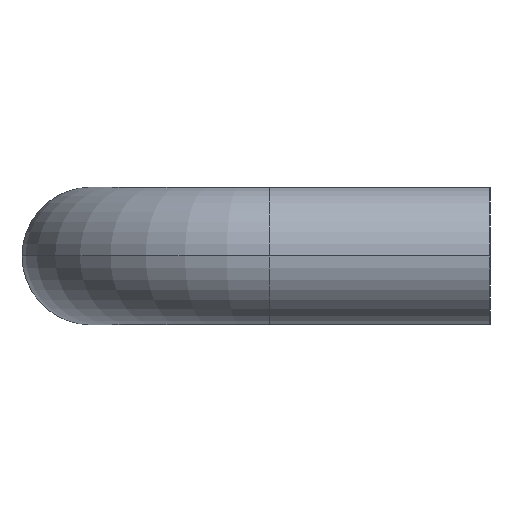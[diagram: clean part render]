
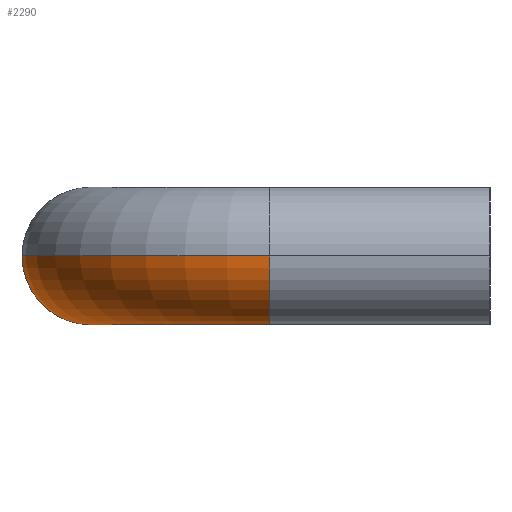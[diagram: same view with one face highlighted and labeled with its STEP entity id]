
A CAD part, left-side view. The second image highlights one B-rep face of the part: STEP entity #2290.
In plain terms, the highlighted toroidal (fillet/blend) face has major radius 13 mm and minor radius 5 mm.
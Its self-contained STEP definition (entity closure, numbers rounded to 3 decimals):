
#1510=CARTESIAN_POINT('',(-19.,29.,0.));
#1520=DIRECTION('',(-1.,0.,0.));
#1530=DIRECTION('',(0.,1.,0.));
#1540=AXIS2_PLACEMENT_3D('',#1510,#1520,#1530);
#1550=CIRCLE('',#1540,5.);
#1580=CARTESIAN_POINT('',(-19.,34.,0.));
#1590=VERTEX_POINT('',#1580);
#1730=CARTESIAN_POINT('',(-19.,24.,0.));
#1740=VERTEX_POINT('',#1730);
#1880=EDGE_CURVE('',#1590,#1740,#1550,.T.);
#1960=CARTESIAN_POINT('',(-19.,16.,0.));
#1970=DIRECTION('',(0.,0.,1.));
#1980=DIRECTION('',(0.,1.,0.));
#1990=AXIS2_PLACEMENT_3D('',#1960,#1970,#1980);
#2000=TOROIDAL_SURFACE('',#1990,13.,5.);
#2010=CARTESIAN_POINT('',(-19.,16.,0.));
#2020=DIRECTION('',(0.,0.,1.));
#2030=DIRECTION('',(0.,1.,0.));
#2040=AXIS2_PLACEMENT_3D('',#2010,#2020,#2030);
#2050=CIRCLE('',#2040,8.);
#2060=CARTESIAN_POINT('',(-27.,16.,0.));
#2070=VERTEX_POINT('',#2060);
#2080=EDGE_CURVE('',#1740,#2070,#2050,.T.);
#2090=ORIENTED_EDGE('',*,*,#2080,.T.);
#2100=ORIENTED_EDGE('',*,*,#1880,.T.);
#2110=CARTESIAN_POINT('',(-19.,16.,0.));
#2120=DIRECTION('',(0.,0.,1.));
#2130=DIRECTION('',(0.,1.,0.));
#2140=AXIS2_PLACEMENT_3D('',#2110,#2120,#2130);
#2150=CIRCLE('',#2140,18.);
#2160=CARTESIAN_POINT('',(-37.,16.,0.));
#2170=VERTEX_POINT('',#2160);
#2180=EDGE_CURVE('',#1590,#2170,#2150,.T.);
#2190=ORIENTED_EDGE('',*,*,#2180,.F.);
#2200=CARTESIAN_POINT('',(-32.,16.,0.));
#2210=DIRECTION('',(0.,1.,0.));
#2220=DIRECTION('',(-1.,0.,0.));
#2230=AXIS2_PLACEMENT_3D('',#2200,#2210,#2220);
#2240=CIRCLE('',#2230,5.);
#2250=EDGE_CURVE('',#2070,#2170,#2240,.T.);
#2260=ORIENTED_EDGE('',*,*,#2250,.T.);
#2270=EDGE_LOOP('',(#2260,#2190,#2100,#2090));
#2280=FACE_OUTER_BOUND('',#2270,.T.);
#2290=ADVANCED_FACE('',(#2280),#2000,.T.);
